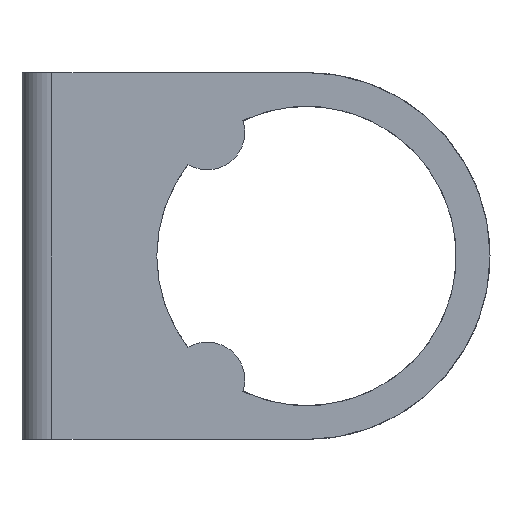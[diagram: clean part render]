
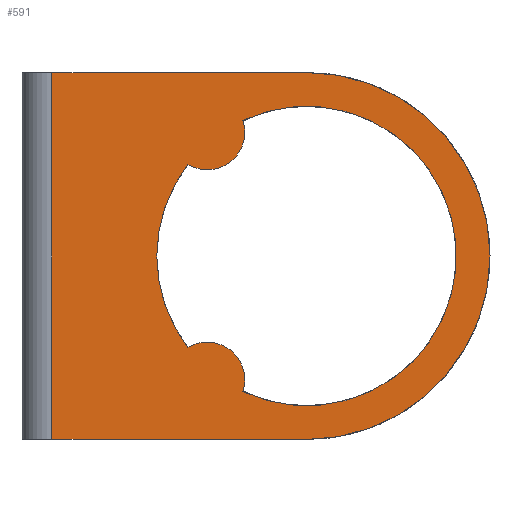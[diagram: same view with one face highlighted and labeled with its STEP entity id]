
A CAD part, front view. The second image highlights one B-rep face of the part: STEP entity #591.
In plain terms, the highlighted planar face has unit normal (0, -1, 0).
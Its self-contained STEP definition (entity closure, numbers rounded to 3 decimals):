
#2 = DIRECTION ( 'NONE',  ( 0., -1., 0. ) ) ;
#4 = CARTESIAN_POINT ( 'NONE',  ( -34., 0., -24.5 ) ) ;
#61 = EDGE_CURVE ( 'NONE', #1537, #485, #629, .T. ) ;
#91 = CIRCLE ( 'NONE', #1618, 24.5 ) ;
#156 = CARTESIAN_POINT ( 'NONE',  ( -13.25, 0., -16.5 ) ) ;
#166 = AXIS2_PLACEMENT_3D ( 'NONE', #415, #2, #1853 ) ;
#172 = CARTESIAN_POINT ( 'NONE',  ( 0., 0., 0. ) ) ;
#184 = CIRCLE ( 'NONE', #2403, 20. ) ;
#208 = AXIS2_PLACEMENT_3D ( 'NONE', #156, #399, #1179 ) ;
#254 = LINE ( 'NONE', #851, #1699 ) ;
#272 = CARTESIAN_POINT ( 'NONE',  ( -34., 0., 24.5 ) ) ;
#305 = VERTEX_POINT ( 'NONE', #406 ) ;
#333 = VECTOR ( 'NONE', #656, 1000. ) ;
#344 = DIRECTION ( 'NONE',  ( 0., -1., 0. ) ) ;
#399 = DIRECTION ( 'NONE',  ( 0., -1., 0. ) ) ;
#406 = CARTESIAN_POINT ( 'NONE',  ( -8.512, 0., 18.098 ) ) ;
#415 = CARTESIAN_POINT ( 'NONE',  ( -13.25, 0., 16.5 ) ) ;
#434 = CARTESIAN_POINT ( 'NONE',  ( 0., 0., 0. ) ) ;
#440 = VERTEX_POINT ( 'NONE', #272 ) ;
#461 = EDGE_CURVE ( 'NONE', #1769, #760, #91, .T. ) ;
#475 = EDGE_CURVE ( 'NONE', #305, #2547, #184, .T. ) ;
#485 = VERTEX_POINT ( 'NONE', #1240 ) ;
#493 = CARTESIAN_POINT ( 'NONE',  ( 0., 0., -24.5 ) ) ;
#496 = AXIS2_PLACEMENT_3D ( 'NONE', #533, #344, #1327 ) ;
#531 = AXIS2_PLACEMENT_3D ( 'NONE', #1779, #2571, #795 ) ;
#533 = CARTESIAN_POINT ( 'NONE',  ( -13.25, 0., -16.5 ) ) ;
#541 = CARTESIAN_POINT ( 'NONE',  ( 0., 0., 24.5 ) ) ;
#586 = CARTESIAN_POINT ( 'NONE',  ( 24.5, 0., 0. ) ) ;
#591 = ADVANCED_FACE ( 'NONE', ( #1004, #1792 ), #1999, .T. ) ;
#629 = CIRCLE ( 'NONE', #531, 20. ) ;
#656 = DIRECTION ( 'NONE',  ( 0., 0., -1. ) ) ;
#670 = EDGE_LOOP ( 'NONE', ( #2543, #1701, #715, #1409, #950, #1322 ) ) ;
#680 = CIRCLE ( 'NONE', #1807, 20. ) ;
#683 = VERTEX_POINT ( 'NONE', #731 ) ;
#695 = ORIENTED_EDGE ( 'NONE', *, *, #1656, .T. ) ;
#715 = ORIENTED_EDGE ( 'NONE', *, *, #951, .T. ) ;
#731 = CARTESIAN_POINT ( 'NONE',  ( -15.833, 0., 12.219 ) ) ;
#760 = VERTEX_POINT ( 'NONE', #1685 ) ;
#795 = DIRECTION ( 'NONE',  ( -1., 0., 0. ) ) ;
#825 = VERTEX_POINT ( 'NONE', #2582 ) ;
#834 = EDGE_CURVE ( 'NONE', #2473, #1769, #1097, .T. ) ;
#847 = EDGE_CURVE ( 'NONE', #485, #683, #680, .T. ) ;
#851 = CARTESIAN_POINT ( 'NONE',  ( 0., 0., -24.5 ) ) ;
#858 = CARTESIAN_POINT ( 'NONE',  ( 0., 0., 0. ) ) ;
#867 = EDGE_CURVE ( 'NONE', #2547, #1383, #2134, .T. ) ;
#950 = ORIENTED_EDGE ( 'NONE', *, *, #867, .T. ) ;
#951 = EDGE_CURVE ( 'NONE', #683, #305, #1183, .T. ) ;
#990 = CARTESIAN_POINT ( 'NONE',  ( 0., 0., 0. ) ) ;
#1004 = FACE_OUTER_BOUND ( 'NONE', #1565, .T. ) ;
#1038 = DIRECTION ( 'NONE',  ( 1., 0., 0. ) ) ;
#1075 = DIRECTION ( 'NONE',  ( 0., 1., 0. ) ) ;
#1097 = CIRCLE ( 'NONE', #1346, 24.5 ) ;
#1143 = EDGE_CURVE ( 'NONE', #1383, #1537, #1219, .T. ) ;
#1179 = DIRECTION ( 'NONE',  ( 0., 0., 1. ) ) ;
#1183 = CIRCLE ( 'NONE', #166, 5. ) ;
#1219 = CIRCLE ( 'NONE', #496, 5. ) ;
#1240 = CARTESIAN_POINT ( 'NONE',  ( -20., 0., 0. ) ) ;
#1260 = DIRECTION ( 'NONE',  ( 1., 0., 0. ) ) ;
#1276 = AXIS2_PLACEMENT_3D ( 'NONE', #2438, #2219, #1628 ) ;
#1322 = ORIENTED_EDGE ( 'NONE', *, *, #1143, .T. ) ;
#1327 = DIRECTION ( 'NONE',  ( 0., 0., 1. ) ) ;
#1346 = AXIS2_PLACEMENT_3D ( 'NONE', #172, #2179, #1958 ) ;
#1348 = DIRECTION ( 'NONE',  ( -1., 0., 0. ) ) ;
#1383 = VERTEX_POINT ( 'NONE', #2171 ) ;
#1409 = ORIENTED_EDGE ( 'NONE', *, *, #475, .T. ) ;
#1473 = LINE ( 'NONE', #4, #333 ) ;
#1510 = ORIENTED_EDGE ( 'NONE', *, *, #2602, .T. ) ;
#1536 = LINE ( 'NONE', #541, #1908 ) ;
#1537 = VERTEX_POINT ( 'NONE', #2080 ) ;
#1546 = DIRECTION ( 'NONE',  ( 0., 1., 0. ) ) ;
#1565 = EDGE_LOOP ( 'NONE', ( #1783, #2503, #695, #1510, #2066 ) ) ;
#1618 = AXIS2_PLACEMENT_3D ( 'NONE', #434, #1632, #1038 ) ;
#1628 = DIRECTION ( 'NONE',  ( 1., 0., 0. ) ) ;
#1632 = DIRECTION ( 'NONE',  ( 0., -1., 0. ) ) ;
#1656 = EDGE_CURVE ( 'NONE', #760, #440, #1536, .T. ) ;
#1685 = CARTESIAN_POINT ( 'NONE',  ( 0., 0., 24.5 ) ) ;
#1699 = VECTOR ( 'NONE', #1260, 1000. ) ;
#1701 = ORIENTED_EDGE ( 'NONE', *, *, #847, .T. ) ;
#1769 = VERTEX_POINT ( 'NONE', #586 ) ;
#1779 = CARTESIAN_POINT ( 'NONE',  ( 0., 0., 0. ) ) ;
#1783 = ORIENTED_EDGE ( 'NONE', *, *, #834, .T. ) ;
#1792 = FACE_BOUND ( 'NONE', #670, .T. ) ;
#1807 = AXIS2_PLACEMENT_3D ( 'NONE', #990, #1546, #2334 ) ;
#1853 = DIRECTION ( 'NONE',  ( 0., 0., 1. ) ) ;
#1863 = EDGE_CURVE ( 'NONE', #825, #2473, #254, .T. ) ;
#1908 = VECTOR ( 'NONE', #1348, 1000. ) ;
#1948 = CARTESIAN_POINT ( 'NONE',  ( -8.512, 0., -18.098 ) ) ;
#1958 = DIRECTION ( 'NONE',  ( 1., 0., 0. ) ) ;
#1999 = PLANE ( 'NONE',  #1276 ) ;
#2066 = ORIENTED_EDGE ( 'NONE', *, *, #1863, .T. ) ;
#2080 = CARTESIAN_POINT ( 'NONE',  ( -15.833, 0., -12.219 ) ) ;
#2134 = CIRCLE ( 'NONE', #208, 5. ) ;
#2171 = CARTESIAN_POINT ( 'NONE',  ( -13.25, 0., -11.5 ) ) ;
#2179 = DIRECTION ( 'NONE',  ( 0., -1., 0. ) ) ;
#2219 = DIRECTION ( 'NONE',  ( 0., -1., 0. ) ) ;
#2334 = DIRECTION ( 'NONE',  ( -1., 0., 0. ) ) ;
#2403 = AXIS2_PLACEMENT_3D ( 'NONE', #858, #1075, #2432 ) ;
#2432 = DIRECTION ( 'NONE',  ( -1., 0., 0. ) ) ;
#2438 = CARTESIAN_POINT ( 'NONE',  ( 0., 0., -24.5 ) ) ;
#2473 = VERTEX_POINT ( 'NONE', #493 ) ;
#2503 = ORIENTED_EDGE ( 'NONE', *, *, #461, .T. ) ;
#2543 = ORIENTED_EDGE ( 'NONE', *, *, #61, .T. ) ;
#2547 = VERTEX_POINT ( 'NONE', #1948 ) ;
#2571 = DIRECTION ( 'NONE',  ( 0., 1., 0. ) ) ;
#2582 = CARTESIAN_POINT ( 'NONE',  ( -34., 0., -24.5 ) ) ;
#2602 = EDGE_CURVE ( 'NONE', #440, #825, #1473, .T. ) ;
